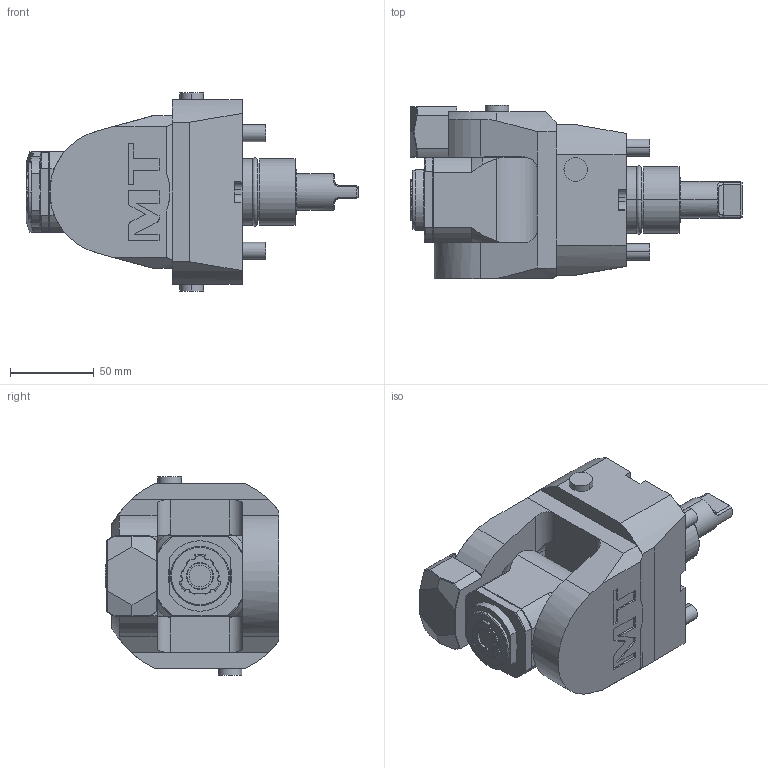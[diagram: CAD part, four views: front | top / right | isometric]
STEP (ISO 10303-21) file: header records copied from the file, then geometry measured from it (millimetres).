
FILE_DESCRIPTION((''),'2;1');
FILE_NAME('MNZ0586220_CONF','2024-12-11T16:51:05',('smalpassi'),('M.T. srl'),'CREO PARAMETRIC BY PTC INC, 2023352','CREO PARAMETRIC BY PTC INC, 2023352','');
FILE_SCHEMA(('CONFIG_CONTROL_DESIGN'));
Length unit declared in the file: millimetre
Products named in the file (1): MNZ0586220_CONF
Bounding box: 197.7 x 103.5 x 118 mm (x, y, z)
Volume: 909918.1 mm3; surface area: 85563.6 mm2
Topology: 1 solids, 1 shells, 413 faces, 1080 edges, 698 vertices
Faces by surface type: plane 199, cylinder 125, cone 56, bspline 14, torus 13, extrusion 4, sphere 2
Entity records: 14454 total; most frequent: CARTESIAN_POINT 4387, ORIENTED_EDGE 2160, DIRECTION 1995, EDGE_CURVE 1080, AXIS2_PLACEMENT_3D 705, VERTEX_POINT 698, VECTOR 585, LINE 581
